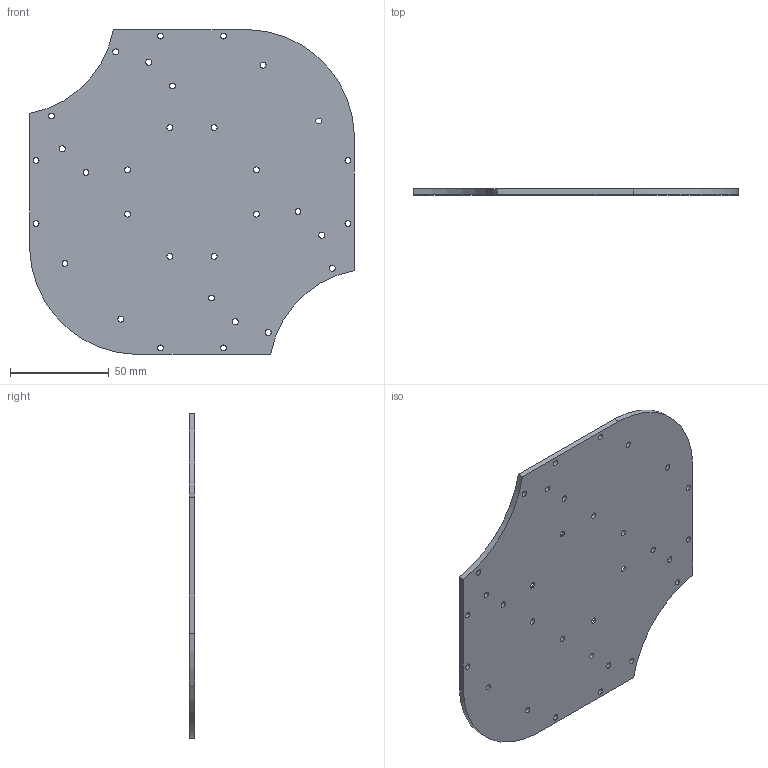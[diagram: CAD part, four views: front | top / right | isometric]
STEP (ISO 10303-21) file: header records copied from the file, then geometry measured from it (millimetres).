
FILE_DESCRIPTION(/* description */ (''),/* implementation_level */ '2;1');
FILE_NAME(/* name */ 'plat.stp',/* time_stamp */ '2025-09-03T17:37:59+03:00',/* author */ ('daa'),/* organization */ (''),/* preprocessor_version */ 'ST-DEVELOPER v19',/* originating_system */ 'Autodesk Inventor 2023',/* authorisation */ '');
FILE_SCHEMA (('AUTOMOTIVE_DESIGN { 1 0 10303 214 3 1 1 }'));
Length unit declared in the file: millimetre
Products named in the file (1): plat
Bounding box: 164.54 x 3 x 164.54 mm (x, y, z)
Volume: 42501.5 mm3; surface area: 51375.8 mm2
Topology: 1 solids, 1 shells, 144 faces, 390 edges, 260 vertices
Faces by surface type: cylinder 81, plane 63
Full cylindrical faces by diameter (mm): 3 x32
Entity records: 4767 total; most frequent: DIRECTION 842, CARTESIAN_POINT 795, ORIENTED_EDGE 780, EDGE_CURVE 390, AXIS2_PLACEMENT_3D 307, VERTEX_POINT 260, LINE 228, VECTOR 228
